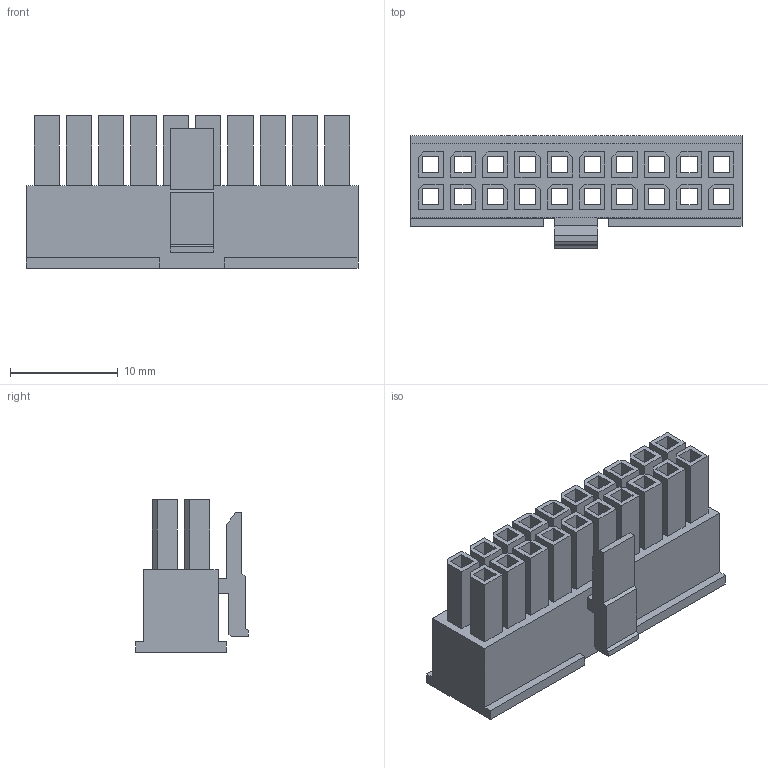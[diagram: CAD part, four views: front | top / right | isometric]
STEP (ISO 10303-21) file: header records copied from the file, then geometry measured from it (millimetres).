
FILE_DESCRIPTION (( 'STEP AP214' ), '1' );
FILE_NAME ('FHG30001-D20M2K6B-REF .STEP', '2025-01-14T00:54:16', ( '' ), ( '' ), 'SwSTEP 2.0', 'SolidWorks 2021', '' );
FILE_SCHEMA (( 'AUTOMOTIVE_DESIGN' ));
Length unit declared in the file: millimetre
Products named in the file (1): FHG30001-D20M2K6B-REF 
Bounding box: 30.85 x 10.47 x 14.2 mm (x, y, z)
Volume: 1568.4 mm3; surface area: 4293.5 mm2
Topology: 1 solids, 1 shells, 408 faces, 1015 edges, 650 vertices
Faces by surface type: plane 408
Entity records: 11873 total; most frequent: CARTESIAN_POINT 2074, ORIENTED_EDGE 2030, DIRECTION 1833, EDGE_CURVE 1015, VECTOR 1015, LINE 1015, VERTEX_POINT 650, EDGE_LOOP 489
